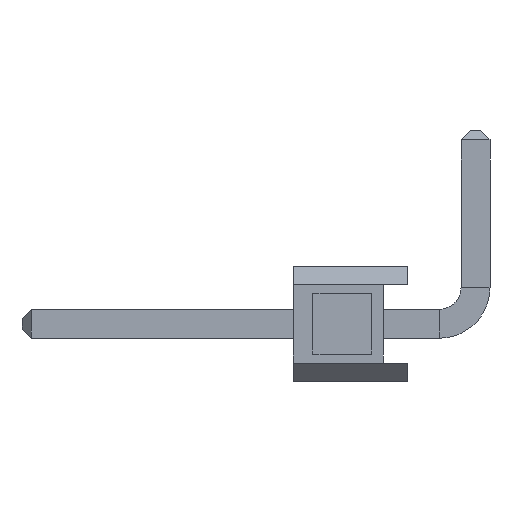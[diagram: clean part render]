
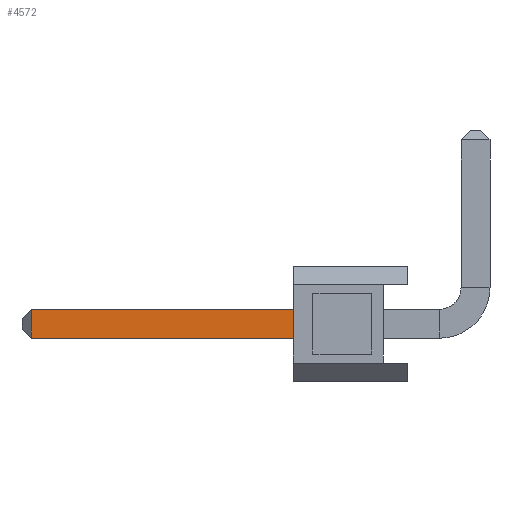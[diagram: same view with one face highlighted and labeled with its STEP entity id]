
A CAD part, left-side view. The second image highlights one B-rep face of the part: STEP entity #4572.
In plain terms, the highlighted planar face has unit normal (-1, 0, 0).
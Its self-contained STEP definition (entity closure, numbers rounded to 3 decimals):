
#127 = VECTOR ( 'NONE', #11893, 1000. ) ;
#168 = ORIENTED_EDGE ( 'NONE', *, *, #1976, .T. ) ;
#621 = DIRECTION ( 'NONE',  ( 0., 1., 0. ) ) ;
#761 = CARTESIAN_POINT ( 'NONE',  ( -0.32, 8.34, -0.32 ) ) ;
#1449 = VERTEX_POINT ( 'NONE', #15258 ) ;
#1921 = CARTESIAN_POINT ( 'NONE',  ( -0.32, -0.7, -0.32 ) ) ;
#1976 = EDGE_CURVE ( 'NONE', #1449, #16312, #9071, .T. ) ;
#2085 = DIRECTION ( 'NONE',  ( -1., 0., 0. ) ) ;
#2223 = VECTOR ( 'NONE', #3565, 1000. ) ;
#2358 = LINE ( 'NONE', #4198, #127 ) ;
#3565 = DIRECTION ( 'NONE',  ( 0., 0., -1. ) ) ;
#4198 = CARTESIAN_POINT ( 'NONE',  ( -0.32, -0.7, 0.32 ) ) ;
#4371 = ORIENTED_EDGE ( 'NONE', *, *, #11679, .F. ) ;
#4572 = ADVANCED_FACE ( 'NONE', ( #6586 ), #13497, .T. ) ;
#5547 = ORIENTED_EDGE ( 'NONE', *, *, #14192, .F. ) ;
#6586 = FACE_OUTER_BOUND ( 'NONE', #13145, .T. ) ;
#7057 = LINE ( 'NONE', #15637, #10928 ) ;
#7528 = LINE ( 'NONE', #9011, #16028 ) ;
#7587 = CARTESIAN_POINT ( 'NONE',  ( -0.32, 8.34, -0.32 ) ) ;
#9011 = CARTESIAN_POINT ( 'NONE',  ( -0.32, 2.54, 0. ) ) ;
#9071 = LINE ( 'NONE', #761, #2223 ) ;
#10823 = VERTEX_POINT ( 'NONE', #16759 ) ;
#10928 = VECTOR ( 'NONE', #621, 1000. ) ;
#11679 = EDGE_CURVE ( 'NONE', #10823, #16734, #7528, .T. ) ;
#11893 = DIRECTION ( 'NONE',  ( 0., 1., 0. ) ) ;
#12883 = ORIENTED_EDGE ( 'NONE', *, *, #14687, .T. ) ;
#13145 = EDGE_LOOP ( 'NONE', ( #12883, #168, #5547, #4371 ) ) ;
#13261 = DIRECTION ( 'NONE',  ( 0., 0., -1. ) ) ;
#13497 = PLANE ( 'NONE',  #15516 ) ;
#13674 = DIRECTION ( 'NONE',  ( 0., 0., 1. ) ) ;
#14192 = EDGE_CURVE ( 'NONE', #16734, #16312, #7057, .T. ) ;
#14687 = EDGE_CURVE ( 'NONE', #10823, #1449, #2358, .T. ) ;
#14776 = CARTESIAN_POINT ( 'NONE',  ( -0.32, 2.54, -0.32 ) ) ;
#15258 = CARTESIAN_POINT ( 'NONE',  ( -0.32, 8.34, 0.32 ) ) ;
#15516 = AXIS2_PLACEMENT_3D ( 'NONE', #1921, #2085, #13674 ) ;
#15637 = CARTESIAN_POINT ( 'NONE',  ( -0.32, -0.7, -0.32 ) ) ;
#16028 = VECTOR ( 'NONE', #13261, 1000. ) ;
#16312 = VERTEX_POINT ( 'NONE', #7587 ) ;
#16734 = VERTEX_POINT ( 'NONE', #14776 ) ;
#16759 = CARTESIAN_POINT ( 'NONE',  ( -0.32, 2.54, 0.32 ) ) ;
